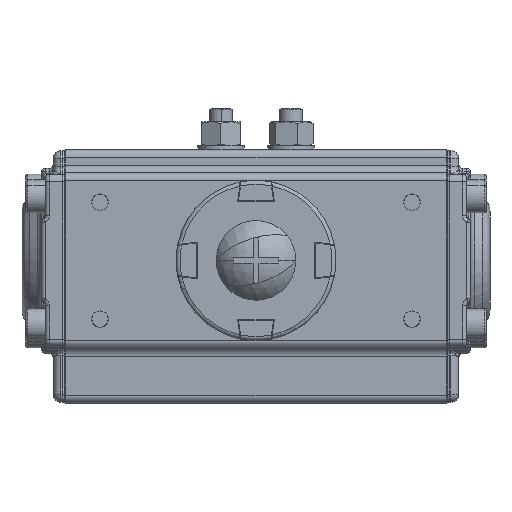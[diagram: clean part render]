
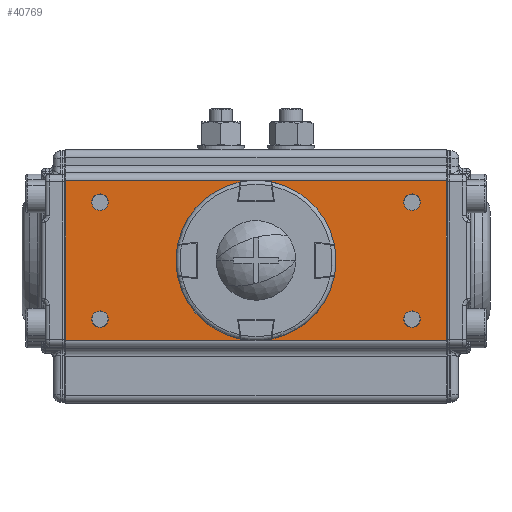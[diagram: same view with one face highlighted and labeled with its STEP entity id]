
A CAD part, top view. The second image highlights one B-rep face of the part: STEP entity #40769.
In plain terms, the highlighted planar face has unit normal (0, 0, 1).
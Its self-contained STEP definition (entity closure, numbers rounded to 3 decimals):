
#40630=CARTESIAN_POINT('',(-49.,-22.5,110.5));
#40631=DIRECTION('',(0.,-0.,-1.));
#40632=DIRECTION('',(0.,-1.,0.));
#40633=AXIS2_PLACEMENT_3D('',#40630,#40631,#40632);
#40634=PLANE('',#40633);
#40635=CARTESIAN_POINT('',(37.9,15.,110.5));
#40636=VERTEX_POINT('',#40635);
#40637=CARTESIAN_POINT('',(42.1,15.,110.5));
#40638=VERTEX_POINT('',#40637);
#40639=CARTESIAN_POINT('',(40.,15.,110.5));
#40640=DIRECTION('',(-0.,-0.,1.));
#40641=DIRECTION('',(-1.,-0.,-0.));
#40642=AXIS2_PLACEMENT_3D('',#40639,#40640,#40641);
#40643=CIRCLE('',#40642,2.1);
#40644=EDGE_CURVE('NONE',#40636,#40638,#40643,.T.);
#40645=ORIENTED_EDGE('',*,*,#40644,.F.);
#40646=CARTESIAN_POINT('',(40.,15.,110.5));
#40647=DIRECTION('',(-0.,-0.,1.));
#40648=DIRECTION('',(-1.,-0.,-0.));
#40649=AXIS2_PLACEMENT_3D('',#40646,#40647,#40648);
#40650=CIRCLE('',#40649,2.1);
#40651=EDGE_CURVE('NONE',#40638,#40636,#40650,.T.);
#40652=ORIENTED_EDGE('',*,*,#40651,.F.);
#40653=EDGE_LOOP('',(#40645,#40652));
#40654=FACE_BOUND('',#40653,.T.);
#40655=CARTESIAN_POINT('',(37.9,-15.,110.5));
#40656=VERTEX_POINT('',#40655);
#40657=CARTESIAN_POINT('',(42.1,-15.,110.5));
#40658=VERTEX_POINT('',#40657);
#40659=CARTESIAN_POINT('',(40.,-15.,110.5));
#40660=DIRECTION('',(-0.,-0.,1.));
#40661=DIRECTION('',(-1.,-0.,-0.));
#40662=AXIS2_PLACEMENT_3D('',#40659,#40660,#40661);
#40663=CIRCLE('',#40662,2.1);
#40664=EDGE_CURVE('NONE',#40656,#40658,#40663,.T.);
#40665=ORIENTED_EDGE('',*,*,#40664,.F.);
#40666=CARTESIAN_POINT('',(40.,-15.,110.5));
#40667=DIRECTION('',(-0.,-0.,1.));
#40668=DIRECTION('',(-1.,-0.,-0.));
#40669=AXIS2_PLACEMENT_3D('',#40666,#40667,#40668);
#40670=CIRCLE('',#40669,2.1);
#40671=EDGE_CURVE('NONE',#40658,#40656,#40670,.T.);
#40672=ORIENTED_EDGE('',*,*,#40671,.F.);
#40673=EDGE_LOOP('',(#40665,#40672));
#40674=FACE_BOUND('',#40673,.T.);
#40675=CARTESIAN_POINT('',(-42.1,-15.,110.5));
#40676=VERTEX_POINT('',#40675);
#40677=CARTESIAN_POINT('',(-37.9,-15.,110.5));
#40678=VERTEX_POINT('',#40677);
#40679=CARTESIAN_POINT('',(-40.,-15.,110.5));
#40680=DIRECTION('',(-0.,-0.,1.));
#40681=DIRECTION('',(-1.,-0.,-0.));
#40682=AXIS2_PLACEMENT_3D('',#40679,#40680,#40681);
#40683=CIRCLE('',#40682,2.1);
#40684=EDGE_CURVE('NONE',#40676,#40678,#40683,.T.);
#40685=ORIENTED_EDGE('',*,*,#40684,.F.);
#40686=CARTESIAN_POINT('',(-40.,-15.,110.5));
#40687=DIRECTION('',(-0.,-0.,1.));
#40688=DIRECTION('',(-1.,-0.,-0.));
#40689=AXIS2_PLACEMENT_3D('',#40686,#40687,#40688);
#40690=CIRCLE('',#40689,2.1);
#40691=EDGE_CURVE('NONE',#40678,#40676,#40690,.T.);
#40692=ORIENTED_EDGE('',*,*,#40691,.F.);
#40693=EDGE_LOOP('',(#40685,#40692));
#40694=FACE_BOUND('',#40693,.T.);
#40695=CARTESIAN_POINT('',(-42.1,15.,110.5));
#40696=VERTEX_POINT('',#40695);
#40697=CARTESIAN_POINT('',(-37.9,15.,110.5));
#40698=VERTEX_POINT('',#40697);
#40699=CARTESIAN_POINT('',(-40.,15.,110.5));
#40700=DIRECTION('',(-0.,-0.,1.));
#40701=DIRECTION('',(-1.,-0.,-0.));
#40702=AXIS2_PLACEMENT_3D('',#40699,#40700,#40701);
#40703=CIRCLE('',#40702,2.1);
#40704=EDGE_CURVE('NONE',#40696,#40698,#40703,.T.);
#40705=ORIENTED_EDGE('',*,*,#40704,.F.);
#40706=CARTESIAN_POINT('',(-40.,15.,110.5));
#40707=DIRECTION('',(-0.,-0.,1.));
#40708=DIRECTION('',(-1.,-0.,-0.));
#40709=AXIS2_PLACEMENT_3D('',#40706,#40707,#40708);
#40710=CIRCLE('',#40709,2.1);
#40711=EDGE_CURVE('NONE',#40698,#40696,#40710,.T.);
#40712=ORIENTED_EDGE('',*,*,#40711,.F.);
#40713=EDGE_LOOP('',(#40705,#40712));
#40714=FACE_BOUND('',#40713,.T.);
#40715=CARTESIAN_POINT('',(48.8,20.5,110.5));
#40716=VERTEX_POINT('',#40715);
#40717=CARTESIAN_POINT('',(-48.8,20.5,110.5));
#40718=VERTEX_POINT('',#40717);
#40719=CARTESIAN_POINT('',(48.8,20.5,110.5));
#40720=DIRECTION('',(-1.,-0.,-0.));
#40721=VECTOR('',#40720,97.6);
#40722=LINE('',#40719,#40721);
#40723=EDGE_CURVE('',#40716,#40718,#40722,.T.);
#40724=ORIENTED_EDGE('',*,*,#40723,.T.);
#40725=CARTESIAN_POINT('',(-48.8,-20.5,110.5));
#40726=VERTEX_POINT('',#40725);
#40727=CARTESIAN_POINT('',(-48.8,20.5,110.5));
#40728=DIRECTION('',(0.,-1.,0.));
#40729=VECTOR('',#40728,41.);
#40730=LINE('',#40727,#40729);
#40731=EDGE_CURVE('',#40718,#40726,#40730,.T.);
#40732=ORIENTED_EDGE('',*,*,#40731,.T.);
#40733=CARTESIAN_POINT('',(48.8,-20.5,110.5));
#40734=VERTEX_POINT('',#40733);
#40735=CARTESIAN_POINT('',(-48.8,-20.5,110.5));
#40736=DIRECTION('',(1.,0.,0.));
#40737=VECTOR('',#40736,97.6);
#40738=LINE('',#40735,#40737);
#40739=EDGE_CURVE('',#40726,#40734,#40738,.T.);
#40740=ORIENTED_EDGE('',*,*,#40739,.T.);
#40741=CARTESIAN_POINT('',(48.8,-20.5,110.5));
#40742=DIRECTION('',(-0.,1.,-0.));
#40743=VECTOR('',#40742,41.);
#40744=LINE('',#40741,#40743);
#40745=EDGE_CURVE('',#40734,#40716,#40744,.T.);
#40746=ORIENTED_EDGE('',*,*,#40745,.T.);
#40747=EDGE_LOOP('',(#40724,#40732,#40740,#40746));
#40748=FACE_BOUND('',#40747,.T.);
#40749=CARTESIAN_POINT('',(7.,-0.,110.5));
#40750=VERTEX_POINT('',#40749);
#40751=CARTESIAN_POINT('',(-7.,-0.,110.5));
#40752=VERTEX_POINT('',#40751);
#40753=CARTESIAN_POINT('',(0.,-0.,110.5));
#40754=DIRECTION('',(0.,-0.,-1.));
#40755=DIRECTION('',(1.,0.,0.));
#40756=AXIS2_PLACEMENT_3D('',#40753,#40754,#40755);
#40757=CIRCLE('',#40756,7.);
#40758=EDGE_CURVE('',#40750,#40752,#40757,.T.);
#40759=ORIENTED_EDGE('',*,*,#40758,.T.);
#40760=CARTESIAN_POINT('',(0.,-0.,110.5));
#40761=DIRECTION('',(0.,-0.,-1.));
#40762=DIRECTION('',(1.,0.,0.));
#40763=AXIS2_PLACEMENT_3D('',#40760,#40761,#40762);
#40764=CIRCLE('',#40763,7.);
#40765=EDGE_CURVE('',#40752,#40750,#40764,.T.);
#40766=ORIENTED_EDGE('',*,*,#40765,.T.);
#40767=EDGE_LOOP('',(#40759,#40766));
#40768=FACE_BOUND('',#40767,.T.);
#40769=ADVANCED_FACE('',(#40654,#40674,#40694,#40714,#40748,#40768),#40634,.F.);
